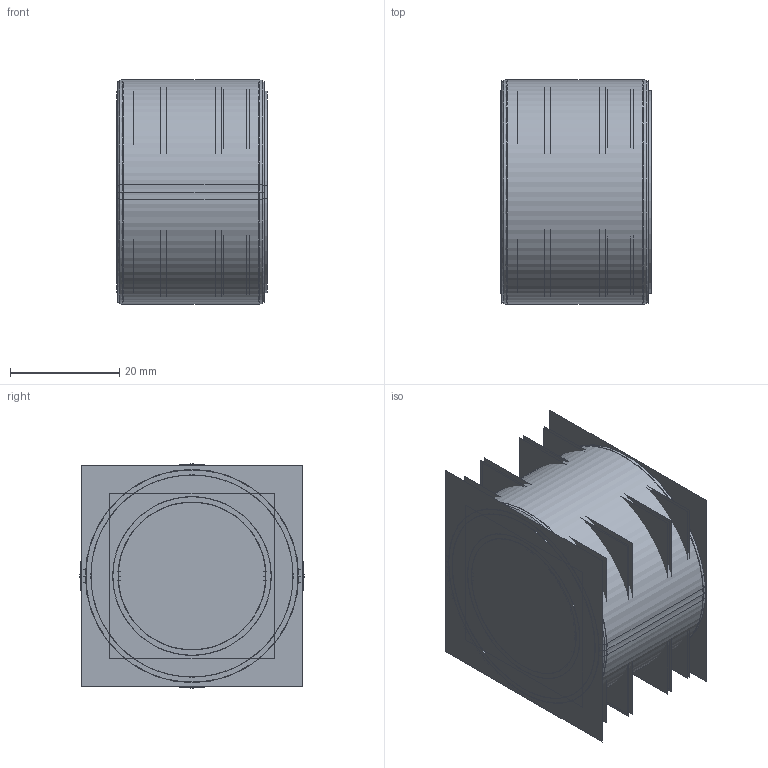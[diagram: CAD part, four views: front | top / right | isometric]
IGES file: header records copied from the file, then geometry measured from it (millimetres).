
Start section:  PTC IGES file: fp437z.igs
Global section: file name: fp437z.igs; native system: Creo Parametric by Parametric Technology Corporation; preprocessor: 2013150; author: sales 4; organization: Unknown; date: 20140325.144307; units: millimetre
Bounding box: 27.53 x 41 x 41 mm (x, y, z)
Volume: 16553.9 mm3; surface area: 213533.5 mm2
Topology: 39 solids, 39 shells, 4836 faces, 24892 edges, 30952 vertices
Faces by surface type: bspline 3172, revolution 1664
